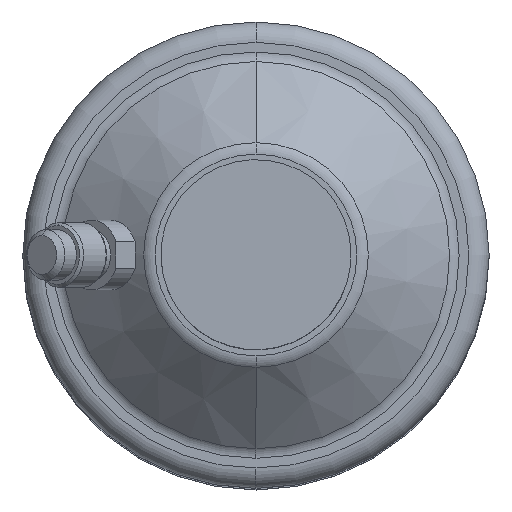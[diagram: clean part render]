
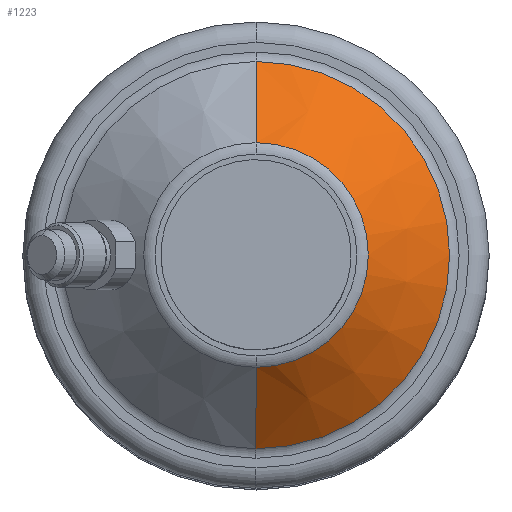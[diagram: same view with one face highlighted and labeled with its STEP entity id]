
A CAD part, top view. The second image highlights one B-rep face of the part: STEP entity #1223.
In plain terms, the highlighted conical face has half-angle 49 degrees and reference radius 19.317 mm.
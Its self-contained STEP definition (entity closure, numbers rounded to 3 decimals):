
#14 = CARTESIAN_POINT ( 'NONE',  ( 0., -33.295, 84.613 ) ) ;
#38 = EDGE_LOOP ( 'NONE', ( #464, #1880, #2075, #576 ) ) ;
#121 = CARTESIAN_POINT ( 'NONE',  ( 0., 33.295, 84.613 ) ) ;
#134 = VECTOR ( 'NONE', #1820, 1000. ) ;
#312 = LINE ( 'NONE', #1173, #1678 ) ;
#356 = FACE_OUTER_BOUND ( 'NONE', #38, .T. ) ;
#464 = ORIENTED_EDGE ( 'NONE', *, *, #1480, .F. ) ;
#479 = VERTEX_POINT ( 'NONE', #121 ) ;
#576 = ORIENTED_EDGE ( 'NONE', *, *, #2042, .F. ) ;
#585 = AXIS2_PLACEMENT_3D ( 'NONE', #651, #882, #2113 ) ;
#651 = CARTESIAN_POINT ( 'NONE',  ( 0., 0., 96.764 ) ) ;
#779 = CARTESIAN_POINT ( 'NONE',  ( 0., 19.317, 96.764 ) ) ;
#807 = VERTEX_POINT ( 'NONE', #1230 ) ;
#882 = DIRECTION ( 'NONE',  ( 0., 0., -1. ) ) ;
#997 = CONICAL_SURFACE ( 'NONE', #2514, 19.317, 0.855 ) ;
#1030 = CIRCLE ( 'NONE', #585, 19.317 ) ;
#1173 = CARTESIAN_POINT ( 'NONE',  ( 0., -19.317, 96.764 ) ) ;
#1223 = ADVANCED_FACE ( 'NONE', ( #356 ), #997, .T. ) ;
#1230 = CARTESIAN_POINT ( 'NONE',  ( 0., -19.317, 96.764 ) ) ;
#1351 = EDGE_CURVE ( 'NONE', #2549, #807, #1030, .T. ) ;
#1402 = CARTESIAN_POINT ( 'NONE',  ( 0., 0., 96.764 ) ) ;
#1416 = CIRCLE ( 'NONE', #2117, 33.295 ) ;
#1477 = EDGE_CURVE ( 'NONE', #807, #2426, #312, .T. ) ;
#1480 = EDGE_CURVE ( 'NONE', #2549, #479, #2197, .T. ) ;
#1486 = DIRECTION ( 'NONE',  ( 0., 0., -1. ) ) ;
#1678 = VECTOR ( 'NONE', #1805, 1000. ) ;
#1805 = DIRECTION ( 'NONE',  ( 0., -0.755, -0.656 ) ) ;
#1820 = DIRECTION ( 'NONE',  ( 0., 0.755, -0.656 ) ) ;
#1880 = ORIENTED_EDGE ( 'NONE', *, *, #1351, .T. ) ;
#2042 = EDGE_CURVE ( 'NONE', #479, #2426, #1416, .T. ) ;
#2075 = ORIENTED_EDGE ( 'NONE', *, *, #1477, .T. ) ;
#2096 = CARTESIAN_POINT ( 'NONE',  ( 0., 0., 84.613 ) ) ;
#2100 = DIRECTION ( 'NONE',  ( 0., 0., -1. ) ) ;
#2113 = DIRECTION ( 'NONE',  ( 0., -1., 0. ) ) ;
#2117 = AXIS2_PLACEMENT_3D ( 'NONE', #2096, #1486, #2312 ) ;
#2197 = LINE ( 'NONE', #779, #134 ) ;
#2312 = DIRECTION ( 'NONE',  ( 0., -1., 0. ) ) ;
#2426 = VERTEX_POINT ( 'NONE', #14 ) ;
#2514 = AXIS2_PLACEMENT_3D ( 'NONE', #1402, #2100, #2686 ) ;
#2549 = VERTEX_POINT ( 'NONE', #2630 ) ;
#2630 = CARTESIAN_POINT ( 'NONE',  ( 0., 19.317, 96.764 ) ) ;
#2686 = DIRECTION ( 'NONE',  ( 0., -1., 0. ) ) ;
